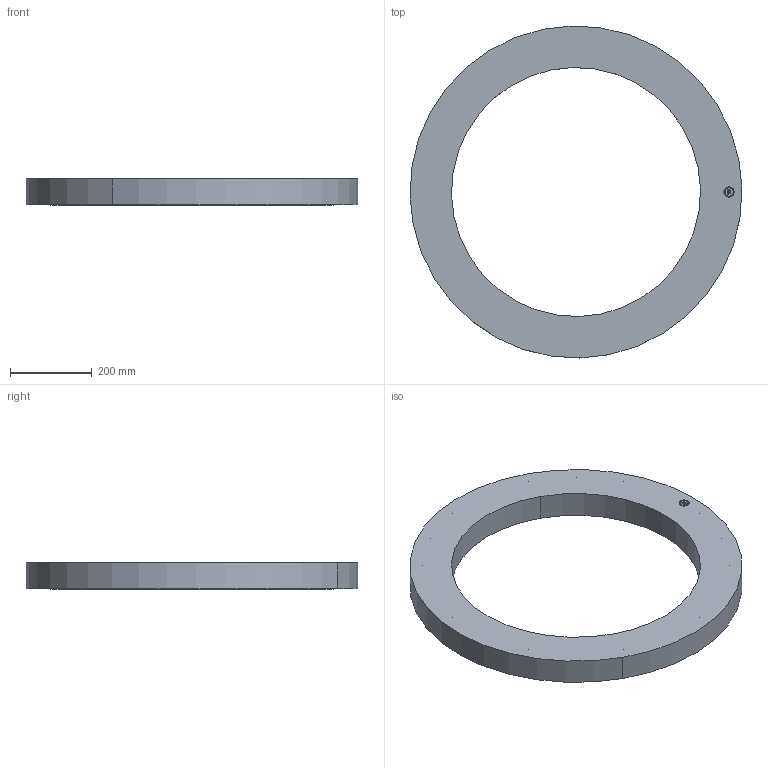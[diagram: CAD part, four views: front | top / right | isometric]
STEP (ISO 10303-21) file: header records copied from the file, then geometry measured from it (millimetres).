
FILE_DESCRIPTION(('3D STEP'),'2;1');
FILE_NAME('24-150-FB-RF-STUDOUT-FLANGE.stp','2013-11-25T02:11:17+00:00',('Texas Flange'),(''),'CATIA Version 5 Release 20 SP 6 (IN-10)','CATIA V5 STEP AP214','800-826-3801');
FILE_SCHEMA(('AUTOMOTIVE_DESIGN { 1 0 10303 214 1 1 1 1 }'));
Products named in the file (1): 24-150-FB-RF-STUDOUT-FLANGE
Bounding box: 812.57 x 812.57 x 65.09 mm (x, y, z)
Volume: 13771091.4 mm3; surface area: 871629.4 mm2
Topology: 1 solids, 1 shells, 1954 faces, 5702 edges, 3748 vertices
Faces by surface type: bspline 940, cylinder 506, plane 368, cone 100, revolution 40
Entity records: 99998 total; most frequent: CARTESIAN_POINT 58264, ORIENTED_EDGE 11324, EDGE_CURVE 5662, B_SPLINE_CURVE_WITH_KNOTS 3760, VERTEX_POINT 3748, DIRECTION 2856, EDGE_LOOP 1994, ADVANCED_FACE 1954
